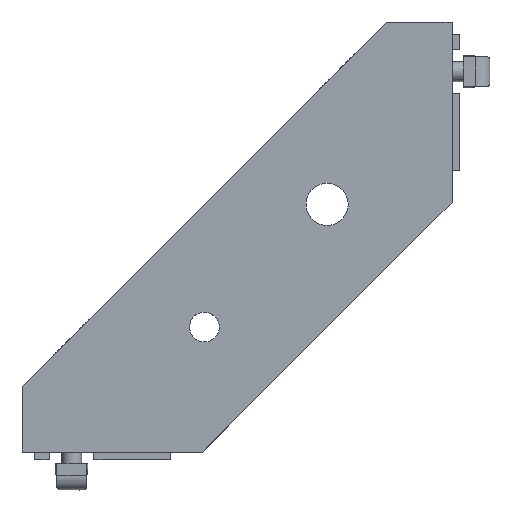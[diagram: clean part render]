
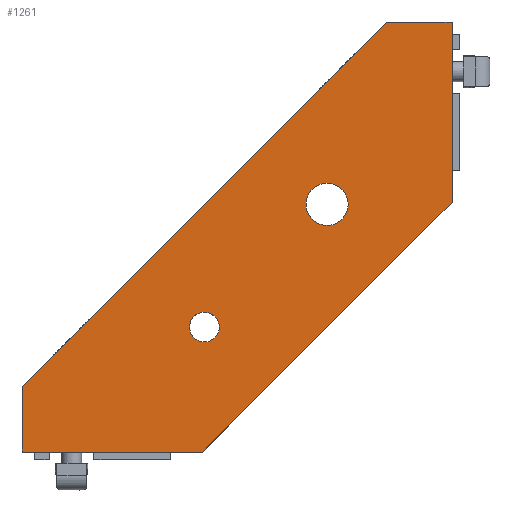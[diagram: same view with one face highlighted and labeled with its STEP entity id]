
A CAD part, top view. The second image highlights one B-rep face of the part: STEP entity #1261.
In plain terms, the highlighted planar face has unit normal (0, 0, 1).
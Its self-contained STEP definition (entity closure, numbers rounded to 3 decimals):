
#78=FACE_BOUND('',#248,.T.);
#79=FACE_BOUND('',#249,.T.);
#99=CIRCLE('',#1433,6.);
#100=CIRCLE('',#1434,8.5);
#169=FACE_OUTER_BOUND('',#247,.T.);
#247=EDGE_LOOP('',(#953,#954,#955,#956,#957,#958));
#248=EDGE_LOOP('',(#959));
#249=EDGE_LOOP('',(#960));
#326=LINE('',#1915,#444);
#353=LINE('',#1981,#471);
#363=LINE('',#2010,#481);
#364=LINE('',#2012,#482);
#365=LINE('',#2014,#483);
#366=LINE('',#2015,#484);
#444=VECTOR('',#1558,10.);
#471=VECTOR('',#1619,10.);
#481=VECTOR('',#1651,10.);
#482=VECTOR('',#1652,10.);
#483=VECTOR('',#1653,10.);
#484=VECTOR('',#1654,10.);
#555=VERTEX_POINT('',#1908);
#558=VERTEX_POINT('',#1913);
#579=VERTEX_POINT('',#1978);
#588=VERTEX_POINT('',#2009);
#589=VERTEX_POINT('',#2011);
#590=VERTEX_POINT('',#2013);
#591=VERTEX_POINT('',#2016);
#592=VERTEX_POINT('',#2018);
#683=EDGE_CURVE('',#558,#555,#326,.T.);
#714=EDGE_CURVE('',#558,#579,#353,.T.);
#728=EDGE_CURVE('',#588,#579,#363,.T.);
#729=EDGE_CURVE('',#589,#588,#364,.T.);
#730=EDGE_CURVE('',#590,#589,#365,.T.);
#731=EDGE_CURVE('',#590,#555,#366,.T.);
#732=EDGE_CURVE('',#591,#591,#99,.T.);
#733=EDGE_CURVE('',#592,#592,#100,.T.);
#953=ORIENTED_EDGE('',*,*,#714,.T.);
#954=ORIENTED_EDGE('',*,*,#728,.F.);
#955=ORIENTED_EDGE('',*,*,#729,.F.);
#956=ORIENTED_EDGE('',*,*,#730,.F.);
#957=ORIENTED_EDGE('',*,*,#731,.T.);
#958=ORIENTED_EDGE('',*,*,#683,.F.);
#959=ORIENTED_EDGE('',*,*,#732,.T.);
#960=ORIENTED_EDGE('',*,*,#733,.T.);
#1208=PLANE('',#1432);
#1261=ADVANCED_FACE('',(#169,#78,#79),#1208,.T.);
#1432=AXIS2_PLACEMENT_3D('',#2008,#1649,#1650);
#1433=AXIS2_PLACEMENT_3D('',#2017,#1655,#1656);
#1434=AXIS2_PLACEMENT_3D('',#2019,#1657,#1658);
#1558=DIRECTION('',(-0.707,-0.707,0.));
#1619=DIRECTION('',(0.,1.,0.));
#1649=DIRECTION('center_axis',(0.,0.,1.));
#1650=DIRECTION('ref_axis',(1.,0.,0.));
#1651=DIRECTION('',(1.,0.,0.));
#1652=DIRECTION('',(0.707,0.707,0.));
#1653=DIRECTION('',(0.,1.,0.));
#1654=DIRECTION('',(1.,0.,0.));
#1655=DIRECTION('center_axis',(0.,0.,-1.));
#1656=DIRECTION('ref_axis',(-1.,0.,0.));
#1657=DIRECTION('center_axis',(0.,0.,-1.));
#1658=DIRECTION('ref_axis',(-1.,0.,0.));
#1908=CARTESIAN_POINT('',(-103.773,3.,9.));
#1913=CARTESIAN_POINT('',(-3.,103.773,9.));
#1915=CARTESIAN_POINT('',(-106.773,0.,9.));
#1978=CARTESIAN_POINT('',(-3.,176.423,9.));
#1981=CARTESIAN_POINT('',(-3.,93.721,9.));
#2008=CARTESIAN_POINT('Origin',(-80.668,80.668,9.));
#2009=CARTESIAN_POINT('',(-29.345,176.423,9.));
#2010=CARTESIAN_POINT('',(0.,176.423,9.));
#2011=CARTESIAN_POINT('',(-176.423,29.345,9.));
#2012=CARTESIAN_POINT('',(-29.345,176.423,9.));
#2013=CARTESIAN_POINT('',(-176.423,3.,9.));
#2014=CARTESIAN_POINT('',(-176.423,29.345,9.));
#2015=CARTESIAN_POINT('',(-93.721,3.,9.));
#2016=CARTESIAN_POINT('',(-96.884,53.387,9.));
#2017=CARTESIAN_POINT('Origin',(-102.884,53.387,9.));
#2018=CARTESIAN_POINT('',(-44.887,102.884,9.));
#2019=CARTESIAN_POINT('Origin',(-53.387,102.884,9.));
